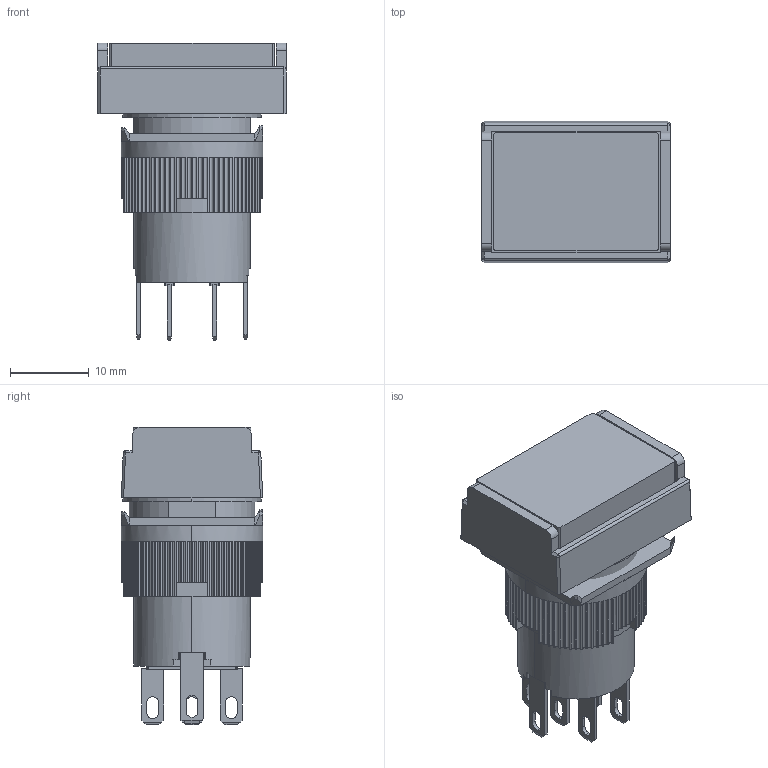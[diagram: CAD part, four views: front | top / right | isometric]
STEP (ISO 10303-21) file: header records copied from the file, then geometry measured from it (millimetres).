
FILE_DESCRIPTION (( 'STEP AP203' ), '1' );
FILE_NAME ('AF16F0N-C2E3S.step', '2024-10-17T18:36:14', ( '' ), ( '' ), 'SwSTEP 2.0', 'SolidWorks 2023', '' );
FILE_SCHEMA (( 'CONFIG_CONTROL_DESIGN' ));
Length unit declared in the file: inch
Products named in the file (1): AF16F0N-C2E3S
Bounding box: 24 x 18 x 37.9 mm (x, y, z)
Volume: 7684.3 mm3; surface area: 6102.6 mm2
Topology: 14 solids, 14 shells, 845 faces, 2375 edges, 1570 vertices
Faces by surface type: plane 656, cylinder 185, cone 4
Entity records: 27244 total; most frequent: CARTESIAN_POINT 4811, ORIENTED_EDGE 4742, DIRECTION 4601, EDGE_CURVE 2371, VECTOR 1817, LINE 1817, VERTEX_POINT 1570, AXIS2_PLACEMENT_3D 1392
